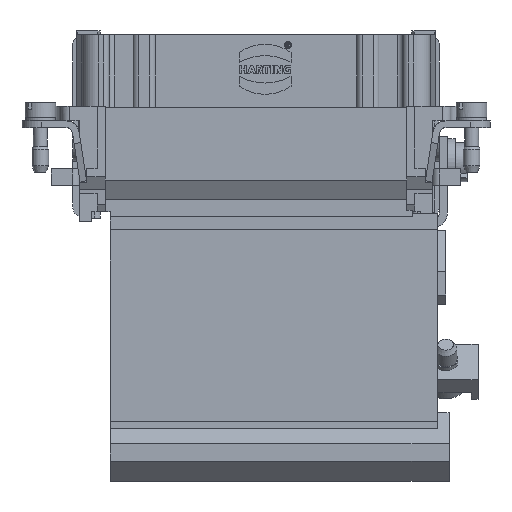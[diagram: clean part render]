
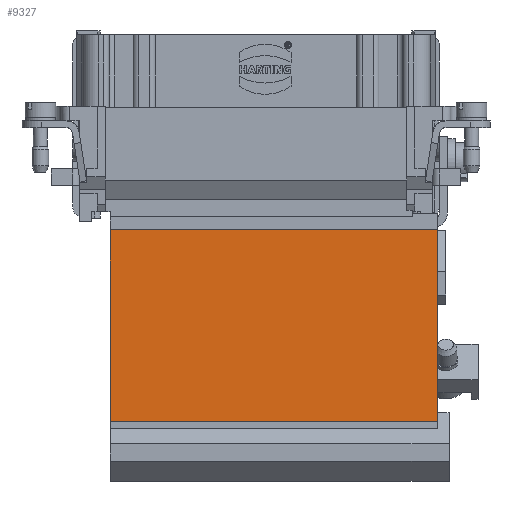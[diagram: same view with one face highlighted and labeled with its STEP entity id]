
A CAD part, front view. The second image highlights one B-rep face of the part: STEP entity #9327.
In plain terms, the highlighted planar face has unit normal (0, -1, 0).
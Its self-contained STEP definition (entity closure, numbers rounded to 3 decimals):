
#8225=FACE_OUTER_BOUND('',#11975,.T.);
#9327=ADVANCED_FACE('',(#8225),#10445,.T.);
#10445=PLANE('',#35095);
#11975=EDGE_LOOP('',(#15303,#15304,#15305,#15306));
#15303=ORIENTED_EDGE('',*,*,#22832,.F.);
#15304=ORIENTED_EDGE('',*,*,#22830,.F.);
#15305=ORIENTED_EDGE('',*,*,#22846,.F.);
#15306=ORIENTED_EDGE('',*,*,#22847,.F.);
#20371=VERTEX_POINT('',#46875);
#20372=VERTEX_POINT('',#46877);
#20374=VERTEX_POINT('',#46883);
#20387=VERTEX_POINT('',#46911);
#22830=EDGE_CURVE('',#20372,#20371,#28280,.T.);
#22832=EDGE_CURVE('',#20371,#20374,#28282,.T.);
#22846=EDGE_CURVE('',#20387,#20372,#28296,.T.);
#22847=EDGE_CURVE('',#20374,#20387,#28297,.T.);
#28280=LINE('',#46878,#30841);
#28282=LINE('',#46882,#30843);
#28296=LINE('',#46910,#30857);
#28297=LINE('',#46912,#30858);
#30841=VECTOR('',#38843,1.);
#30843=VECTOR('',#38847,1.);
#30857=VECTOR('',#38863,1.);
#30858=VECTOR('',#38864,1.);
#35095=AXIS2_PLACEMENT_3D('',#46913,#38865,#38866);
#38843=DIRECTION('',(1.,0.,0.));
#38847=DIRECTION('',(0.,0.,-1.));
#38863=DIRECTION('',(0.,0.,1.));
#38864=DIRECTION('',(-1.,0.,0.));
#38865=DIRECTION('',(0.,-1.,0.));
#38866=DIRECTION('',(0.,0.,1.));
#46875=CARTESIAN_POINT('',(32.6,-16.9,-18.369));
#46877=CARTESIAN_POINT('',(-26.2,-16.9,-18.369));
#46878=CARTESIAN_POINT('',(32.6,-16.9,-18.369));
#46882=CARTESIAN_POINT('',(32.6,-16.9,-18.869));
#46883=CARTESIAN_POINT('',(32.6,-16.9,-52.869));
#46910=CARTESIAN_POINT('',(-26.2,-16.9,-52.369));
#46911=CARTESIAN_POINT('',(-26.2,-16.9,-52.869));
#46912=CARTESIAN_POINT('',(32.6,-16.9,-52.869));
#46913=CARTESIAN_POINT('',(32.6,-16.9,-53.869));
